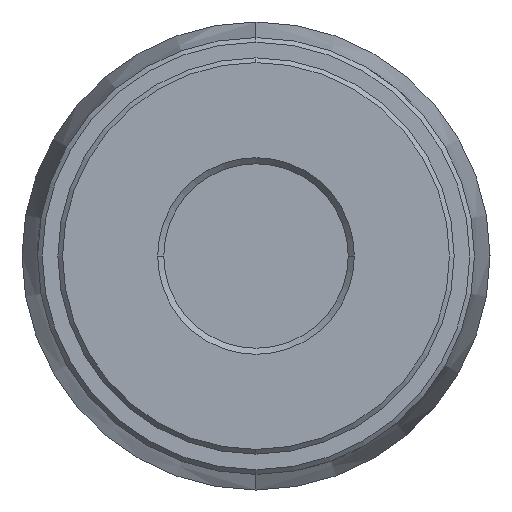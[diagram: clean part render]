
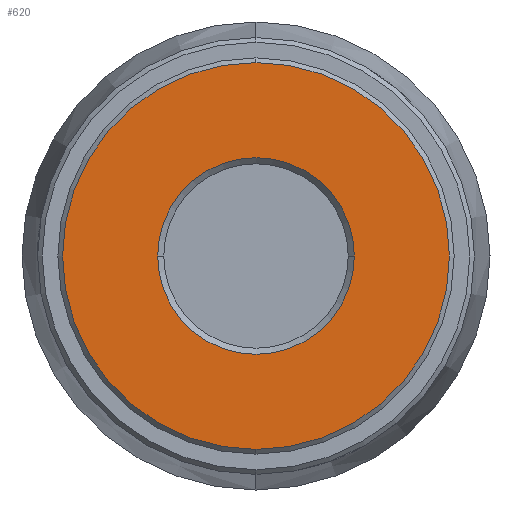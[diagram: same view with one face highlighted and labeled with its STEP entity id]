
A CAD part, left-side view. The second image highlights one B-rep face of the part: STEP entity #620.
In plain terms, the highlighted planar face has unit normal (-1, 0, 0).
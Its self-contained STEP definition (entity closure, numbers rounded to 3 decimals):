
#35 = AXIS2_PLACEMENT_3D ( 'NONE', #701, #128, #707 ) ;
#41 = CARTESIAN_POINT ( 'NONE',  ( -52.44, -6.3, 0. ) ) ;
#54 = AXIS2_PLACEMENT_3D ( 'NONE', #325, #1004, #899 ) ;
#85 = DIRECTION ( 'NONE',  ( 0., 0., -1. ) ) ;
#106 = EDGE_CURVE ( 'NONE', #557, #783, #786, .T. ) ;
#128 = DIRECTION ( 'NONE',  ( 1., 0., 0. ) ) ;
#137 = VERTEX_POINT ( 'NONE', #215 ) ;
#183 = DIRECTION ( 'NONE',  ( -1., 0., 0. ) ) ;
#192 = CIRCLE ( 'NONE', #54, 12.4 ) ;
#215 = CARTESIAN_POINT ( 'NONE',  ( -52.44, 0., 12.4 ) ) ;
#222 = FACE_OUTER_BOUND ( 'NONE', #366, .T. ) ;
#243 = VERTEX_POINT ( 'NONE', #610 ) ;
#277 = AXIS2_PLACEMENT_3D ( 'NONE', #1170, #183, #85 ) ;
#325 = CARTESIAN_POINT ( 'NONE',  ( -52.44, 0., 0. ) ) ;
#337 = PLANE ( 'NONE',  #35 ) ;
#366 = EDGE_LOOP ( 'NONE', ( #1188, #765 ) ) ;
#427 = ORIENTED_EDGE ( 'NONE', *, *, #106, .F. ) ;
#430 = CIRCLE ( 'NONE', #277, 12.4 ) ;
#481 = CARTESIAN_POINT ( 'NONE',  ( -52.44, 6.3, 0. ) ) ;
#482 = ORIENTED_EDGE ( 'NONE', *, *, #1173, .F. ) ;
#491 = AXIS2_PLACEMENT_3D ( 'NONE', #594, #1192, #1201 ) ;
#557 = VERTEX_POINT ( 'NONE', #481 ) ;
#570 = AXIS2_PLACEMENT_3D ( 'NONE', #770, #584, #884 ) ;
#584 = DIRECTION ( 'NONE',  ( -1., 0., 0. ) ) ;
#594 = CARTESIAN_POINT ( 'NONE',  ( -52.44, 0., 0. ) ) ;
#610 = CARTESIAN_POINT ( 'NONE',  ( -52.44, 0., -12.4 ) ) ;
#620 = ADVANCED_FACE ( 'NONE', ( #993, #222 ), #337, .F. ) ;
#630 = EDGE_CURVE ( 'NONE', #243, #137, #192, .T. ) ;
#701 = CARTESIAN_POINT ( 'NONE',  ( -52.44, -16.312, -6.989 ) ) ;
#707 = DIRECTION ( 'NONE',  ( 0., 0.928, -0.371 ) ) ;
#765 = ORIENTED_EDGE ( 'NONE', *, *, #910, .T. ) ;
#770 = CARTESIAN_POINT ( 'NONE',  ( -52.44, 0., 0. ) ) ;
#783 = VERTEX_POINT ( 'NONE', #41 ) ;
#786 = CIRCLE ( 'NONE', #491, 6.3 ) ;
#884 = DIRECTION ( 'NONE',  ( 0., -1., 0. ) ) ;
#899 = DIRECTION ( 'NONE',  ( 0., 0., -1. ) ) ;
#910 = EDGE_CURVE ( 'NONE', #137, #243, #430, .T. ) ;
#934 = EDGE_LOOP ( 'NONE', ( #482, #427 ) ) ;
#993 = FACE_BOUND ( 'NONE', #934, .T. ) ;
#1004 = DIRECTION ( 'NONE',  ( -1., 0., 0. ) ) ;
#1125 = CIRCLE ( 'NONE', #570, 6.3 ) ;
#1170 = CARTESIAN_POINT ( 'NONE',  ( -52.44, 0., 0. ) ) ;
#1173 = EDGE_CURVE ( 'NONE', #783, #557, #1125, .T. ) ;
#1188 = ORIENTED_EDGE ( 'NONE', *, *, #630, .T. ) ;
#1192 = DIRECTION ( 'NONE',  ( -1., 0., 0. ) ) ;
#1201 = DIRECTION ( 'NONE',  ( 0., -1., 0. ) ) ;
